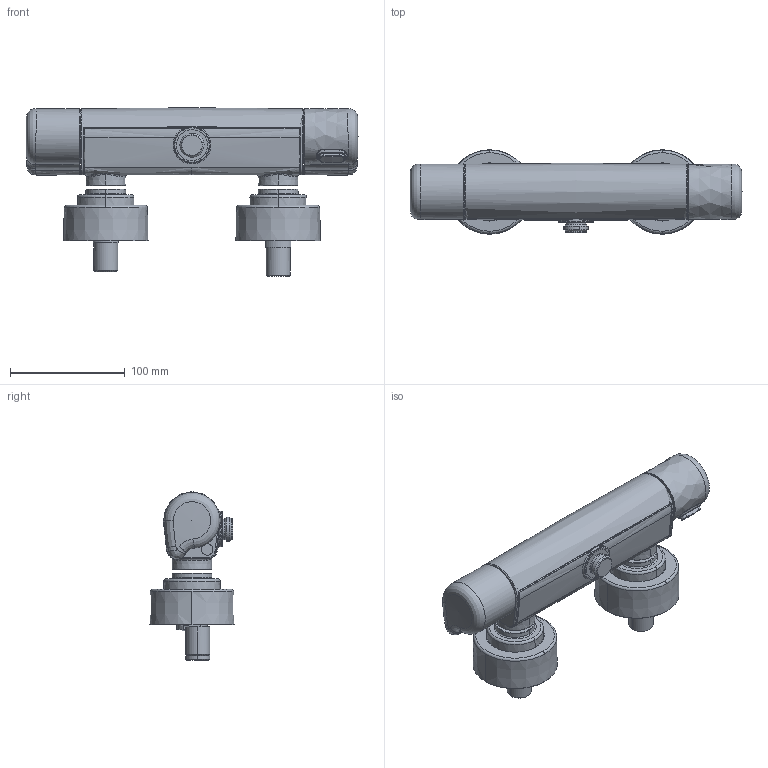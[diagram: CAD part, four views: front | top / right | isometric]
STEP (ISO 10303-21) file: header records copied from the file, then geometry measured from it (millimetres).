
FILE_DESCRIPTION (( 'STEP AP203' ), '1' );
FILE_NAME ('08707100.STEP', '2019-12-02T07:16:57', ( '' ), ( '' ), 'SwSTEP 2.0', 'SolidWorks 2016', '' );
FILE_SCHEMA (( 'CONFIG_CONTROL_DESIGN' ));
Length unit declared in the file: millimetre
Products named in the file (1): 08707100
Bounding box: 288.96 x 73.47 x 146.6 mm (x, y, z)
Volume: 560755.6 mm3; surface area: 181998.5 mm2
Topology: 12 solids, 12 shells, 670 faces, 1624 edges, 984 vertices
Faces by surface type: bspline 222, cylinder 198, plane 102, torus 70, cone 50, sphere 28
Entity records: 36617 total; most frequent: CARTESIAN_POINT 22636, ORIENTED_EDGE 3220, DIRECTION 2513, EDGE_CURVE 1610, AXIS2_PLACEMENT_3D 1074, VERTEX_POINT 980, EDGE_LOOP 692, ADVANCED_FACE 670
